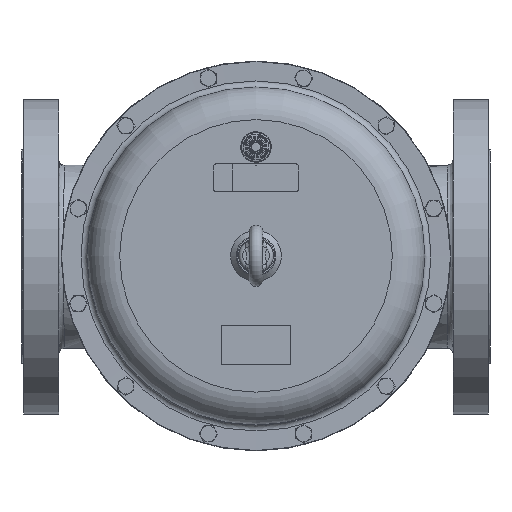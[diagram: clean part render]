
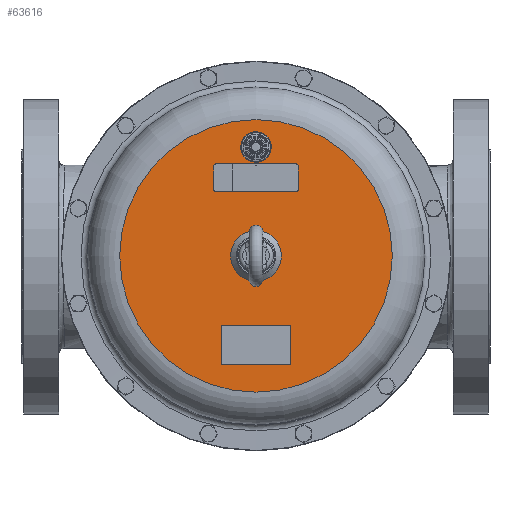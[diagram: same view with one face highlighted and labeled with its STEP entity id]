
A CAD part, top view. The second image highlights one B-rep face of the part: STEP entity #63616.
In plain terms, the highlighted planar face has unit normal (0, 0, 1).
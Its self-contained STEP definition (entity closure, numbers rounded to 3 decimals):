
#5375=FACE_BOUND('',#14402,.T.);
#5376=FACE_BOUND('',#14403,.T.);
#5377=FACE_BOUND('',#14404,.T.);
#5378=FACE_BOUND('',#14405,.T.);
#7180=CIRCLE('',#68462,137.75);
#7197=CIRCLE('',#68487,14.);
#7198=CIRCLE('',#68489,25.657);
#7333=CIRCLE('',#68813,2.);
#7334=CIRCLE('',#68816,2.);
#7335=CIRCLE('',#68819,2.);
#7336=CIRCLE('',#68822,2.);
#10564=FACE_OUTER_BOUND('',#14401,.T.);
#14401=EDGE_LOOP('',(#49074));
#14402=EDGE_LOOP('',(#49075));
#14403=EDGE_LOOP('',(#49076,#49077,#49078,#49079,#49080,#49081,#49082,#49083));
#14404=EDGE_LOOP('',(#49084,#49085,#49086,#49087));
#14405=EDGE_LOOP('',(#49088));
#18336=LINE('',#123783,#21810);
#18340=LINE('',#123792,#21814);
#18343=LINE('',#123800,#21817);
#18346=LINE('',#123808,#21820);
#18348=LINE('',#123815,#21822);
#18351=LINE('',#123820,#21825);
#18353=LINE('',#123824,#21827);
#18355=LINE('',#123827,#21829);
#21810=VECTOR('',#80952,1000.);
#21814=VECTOR('',#80962,1000.);
#21817=VECTOR('',#80971,1000.);
#21820=VECTOR('',#80980,1000.);
#21822=VECTOR('',#80988,1000.);
#21825=VECTOR('',#80993,1000.);
#21827=VECTOR('',#80997,1000.);
#21829=VECTOR('',#81001,1000.);
#26375=VERTEX_POINT('',#121888);
#26406=VERTEX_POINT('',#121957);
#26407=VERTEX_POINT('',#121961);
#26664=VERTEX_POINT('',#123781);
#26665=VERTEX_POINT('',#123782);
#26666=VERTEX_POINT('',#123787);
#26667=VERTEX_POINT('',#123791);
#26668=VERTEX_POINT('',#123795);
#26669=VERTEX_POINT('',#123799);
#26670=VERTEX_POINT('',#123803);
#26671=VERTEX_POINT('',#123807);
#26672=VERTEX_POINT('',#123813);
#26673=VERTEX_POINT('',#123814);
#26674=VERTEX_POINT('',#123819);
#26675=VERTEX_POINT('',#123823);
#33959=EDGE_CURVE('',#26375,#26375,#7180,.T.);
#33992=EDGE_CURVE('',#26406,#26406,#7197,.T.);
#33994=EDGE_CURVE('',#26407,#26407,#7198,.T.);
#34396=EDGE_CURVE('',#26664,#26665,#18336,.T.);
#34399=EDGE_CURVE('',#26665,#26666,#7333,.T.);
#34401=EDGE_CURVE('',#26666,#26667,#18340,.T.);
#34403=EDGE_CURVE('',#26667,#26668,#7334,.T.);
#34405=EDGE_CURVE('',#26668,#26669,#18343,.T.);
#34407=EDGE_CURVE('',#26669,#26670,#7335,.T.);
#34409=EDGE_CURVE('',#26670,#26671,#18346,.T.);
#34411=EDGE_CURVE('',#26671,#26664,#7336,.T.);
#34412=EDGE_CURVE('',#26672,#26673,#18348,.T.);
#34415=EDGE_CURVE('',#26673,#26674,#18351,.T.);
#34417=EDGE_CURVE('',#26674,#26675,#18353,.T.);
#34419=EDGE_CURVE('',#26675,#26672,#18355,.T.);
#49074=ORIENTED_EDGE('',*,*,#33959,.F.);
#49075=ORIENTED_EDGE('',*,*,#33994,.T.);
#49076=ORIENTED_EDGE('',*,*,#34411,.F.);
#49077=ORIENTED_EDGE('',*,*,#34409,.F.);
#49078=ORIENTED_EDGE('',*,*,#34407,.F.);
#49079=ORIENTED_EDGE('',*,*,#34405,.F.);
#49080=ORIENTED_EDGE('',*,*,#34403,.F.);
#49081=ORIENTED_EDGE('',*,*,#34401,.F.);
#49082=ORIENTED_EDGE('',*,*,#34399,.F.);
#49083=ORIENTED_EDGE('',*,*,#34396,.F.);
#49084=ORIENTED_EDGE('',*,*,#34419,.F.);
#49085=ORIENTED_EDGE('',*,*,#34417,.F.);
#49086=ORIENTED_EDGE('',*,*,#34415,.F.);
#49087=ORIENTED_EDGE('',*,*,#34412,.F.);
#49088=ORIENTED_EDGE('',*,*,#33992,.T.);
#57290=PLANE('',#68857);
#63616=ADVANCED_FACE('',(#10564,#5375,#5376,#5377,#5378),#57290,.F.);
#68462=AXIS2_PLACEMENT_3D('',#121890,#80124,#80125);
#68487=AXIS2_PLACEMENT_3D('',#121958,#80186,#80187);
#68489=AXIS2_PLACEMENT_3D('',#121962,#80191,#80192);
#68813=AXIS2_PLACEMENT_3D('',#123788,#80957,#80958);
#68816=AXIS2_PLACEMENT_3D('',#123796,#80966,#80967);
#68819=AXIS2_PLACEMENT_3D('',#123804,#80975,#80976);
#68822=AXIS2_PLACEMENT_3D('',#123811,#80984,#80985);
#68857=AXIS2_PLACEMENT_3D('',#123898,#81096,#81097);
#80124=DIRECTION('center_axis',(0.,0.,
-1.));
#80125=DIRECTION('ref_axis',(-1.,0.,0.));
#80186=DIRECTION('center_axis',(0.,0.,
-1.));
#80187=DIRECTION('ref_axis',(-1.,0.,0.));
#80191=DIRECTION('center_axis',(0.,0.,
-1.));
#80192=DIRECTION('ref_axis',(-1.,0.,0.));
#80952=DIRECTION('',(0.,1.,0.));
#80957=DIRECTION('center_axis',(0.,0.,
1.));
#80958=DIRECTION('ref_axis',(1.,0.,0.));
#80962=DIRECTION('',(-1.,0.,0.));
#80966=DIRECTION('center_axis',(0.,0.,
1.));
#80967=DIRECTION('ref_axis',(1.,0.,0.));
#80971=DIRECTION('',(0.,-1.,0.));
#80975=DIRECTION('center_axis',(0.,0.,
1.));
#80976=DIRECTION('ref_axis',(1.,0.,0.));
#80980=DIRECTION('',(1.,0.,0.));
#80984=DIRECTION('center_axis',(0.,0.,
1.));
#80985=DIRECTION('ref_axis',(1.,0.,0.));
#80988=DIRECTION('',(-1.,0.,0.));
#80993=DIRECTION('',(0.,-1.,0.));
#80997=DIRECTION('',(1.,0.,0.));
#81001=DIRECTION('',(0.,1.,0.));
#81096=DIRECTION('center_axis',(0.,0.,
-1.));
#81097=DIRECTION('ref_axis',(-1.,0.,0.));
#121888=CARTESIAN_POINT('',(137.75,0.,529.));
#121890=CARTESIAN_POINT('Origin',(0.,0.,
529.));
#121957=CARTESIAN_POINT('',(14.,110.,529.));
#121958=CARTESIAN_POINT('Origin',(0.,110.,
529.));
#121961=CARTESIAN_POINT('',(25.657,0.,529.));
#121962=CARTESIAN_POINT('Origin',(0.,0.,
529.));
#123781=CARTESIAN_POINT('',(42.5,67.,529.));
#123782=CARTESIAN_POINT('',(42.5,91.,529.));
#123783=CARTESIAN_POINT('',(42.5,67.,529.));
#123787=CARTESIAN_POINT('',(40.5,93.,529.));
#123788=CARTESIAN_POINT('Origin',(40.5,91.,529.));
#123791=CARTESIAN_POINT('',(-40.5,93.,529.));
#123792=CARTESIAN_POINT('',(40.5,93.,529.));
#123795=CARTESIAN_POINT('',(-42.5,91.,529.));
#123796=CARTESIAN_POINT('Origin',(-40.5,91.,529.));
#123799=CARTESIAN_POINT('',(-42.5,67.,529.));
#123800=CARTESIAN_POINT('',(-42.5,67.,529.));
#123803=CARTESIAN_POINT('',(-40.5,65.,529.));
#123804=CARTESIAN_POINT('Origin',(-40.5,67.,529.));
#123807=CARTESIAN_POINT('',(40.5,65.,529.));
#123808=CARTESIAN_POINT('',(40.5,65.,529.));
#123811=CARTESIAN_POINT('Origin',(40.5,67.,529.));
#123813=CARTESIAN_POINT('',(35.,-70.,529.));
#123814=CARTESIAN_POINT('',(-35.,-70.,529.));
#123815=CARTESIAN_POINT('',(35.,-70.,529.));
#123819=CARTESIAN_POINT('',(-35.,-110.,529.));
#123820=CARTESIAN_POINT('',(-35.,-70.,529.));
#123823=CARTESIAN_POINT('',(35.,-110.,529.));
#123824=CARTESIAN_POINT('',(35.,-110.,529.));
#123827=CARTESIAN_POINT('',(35.,-70.,529.));
#123898=CARTESIAN_POINT('Origin',(0.,0.,
529.));
